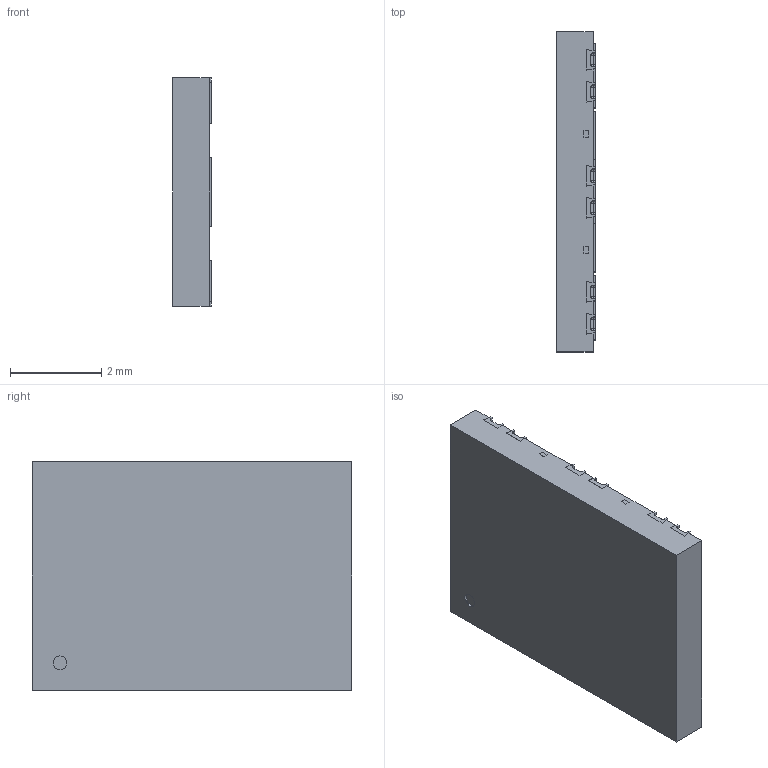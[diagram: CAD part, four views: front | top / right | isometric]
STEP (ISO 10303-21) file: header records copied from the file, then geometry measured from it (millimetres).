
FILE_DESCRIPTION(/* description */ (''),/* implementation_level */ '2;1');
FILE_NAME(/* name */ 'QFN_7050_6pins_with_CP.stp',/* time_stamp */ '2017-09-15T11:15:08+03:00',/* author */ ('Oleh Se'),/* organization */ (''),/* preprocessor_version */ 'ST-DEVELOPER v15.6',/* originating_system */ 'Autodesk Inventor 2015',/* authorisation */ '');
FILE_SCHEMA (('AUTOMOTIVE_DESIGN { 1 0 10303 214 3 1 1 }'));
Length unit declared in the file: millimetre
Products named in the file (1): QFN_7050_6pins_with_CP
Bounding box: 0.85 x 7 x 5 mm (x, y, z)
Volume: 28.6 mm3; surface area: 91.4 mm2
Topology: 1 solids, 1 shells, 289 faces, 747 edges, 466 vertices
Faces by surface type: plane 204, cylinder 61, sphere 24
Full cylindrical faces by diameter (mm): 0.3 x1
Entity records: 8944 total; most frequent: CARTESIAN_POINT 1502, ORIENTED_EDGE 1492, DIRECTION 1448, EDGE_CURVE 746, LINE 624, VECTOR 624, VERTEX_POINT 466, AXIS2_PLACEMENT_3D 412
